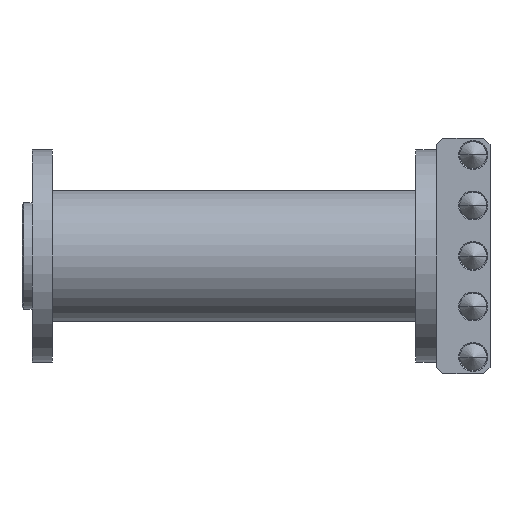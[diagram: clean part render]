
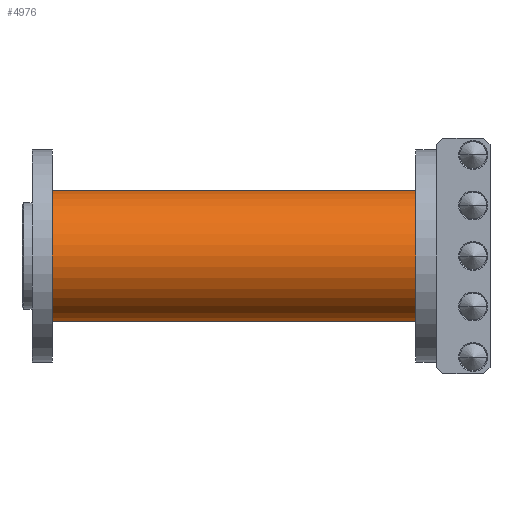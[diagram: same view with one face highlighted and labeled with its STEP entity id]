
A CAD part, front view. The second image highlights one B-rep face of the part: STEP entity #4976.
In plain terms, the highlighted cylindrical face has radius 19.5 mm (diameter 39 mm), a partial arc.
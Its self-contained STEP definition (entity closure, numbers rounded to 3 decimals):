
#256 = AXIS2_PLACEMENT_3D ( 'NONE', #2840, #9479, #2928 ) ;
#320 = VERTEX_POINT ( 'NONE', #9315 ) ;
#669 = LINE ( 'NONE', #9389, #4455 ) ;
#816 = ORIENTED_EDGE ( 'NONE', *, *, #7859, .F. ) ;
#1388 = EDGE_LOOP ( 'NONE', ( #3245, #7783, #4305, #816 ) ) ;
#1940 = DIRECTION ( 'NONE',  ( 0., 0., 1. ) ) ;
#2570 = VERTEX_POINT ( 'NONE', #8060 ) ;
#2793 = DIRECTION ( 'NONE',  ( -1., 0., 0. ) ) ;
#2829 = CIRCLE ( 'NONE', #5134, 19.5 ) ;
#2840 = CARTESIAN_POINT ( 'NONE',  ( -39.876, 0., 0. ) ) ;
#2928 = DIRECTION ( 'NONE',  ( 0., 0., 1. ) ) ;
#2974 = DIRECTION ( 'NONE',  ( -1., 0., 0. ) ) ;
#3066 = CARTESIAN_POINT ( 'NONE',  ( 114., 0., -19.5 ) ) ;
#3070 = DIRECTION ( 'NONE',  ( -1., 0., 0. ) ) ;
#3245 = ORIENTED_EDGE ( 'NONE', *, *, #9385, .F. ) ;
#4305 = ORIENTED_EDGE ( 'NONE', *, *, #6464, .T. ) ;
#4334 = EDGE_CURVE ( 'NONE', #6510, #4501, #7044, .T. ) ;
#4415 = CARTESIAN_POINT ( 'NONE',  ( 6., 0., 0. ) ) ;
#4455 = VECTOR ( 'NONE', #2793, 1000. ) ;
#4501 = VERTEX_POINT ( 'NONE', #8099 ) ;
#4884 = CARTESIAN_POINT ( 'NONE',  ( 114., 0., 0. ) ) ;
#4976 = ADVANCED_FACE ( 'NONE', ( #7945 ), #5725, .T. ) ;
#5060 = DIRECTION ( 'NONE',  ( 0., 0., 1. ) ) ;
#5134 = AXIS2_PLACEMENT_3D ( 'NONE', #4415, #2974, #5060 ) ;
#5317 = VECTOR ( 'NONE', #3070, 1000. ) ;
#5725 = CYLINDRICAL_SURFACE ( 'NONE', #256, 19.5 ) ;
#6464 = EDGE_CURVE ( 'NONE', #4501, #320, #669, .T. ) ;
#6510 = VERTEX_POINT ( 'NONE', #3066 ) ;
#6775 = CARTESIAN_POINT ( 'NONE',  ( -39.876, 0., -19.5 ) ) ;
#7044 = CIRCLE ( 'NONE', #8892, 19.5 ) ;
#7660 = LINE ( 'NONE', #6775, #5317 ) ;
#7783 = ORIENTED_EDGE ( 'NONE', *, *, #4334, .T. ) ;
#7859 = EDGE_CURVE ( 'NONE', #2570, #320, #2829, .T. ) ;
#7945 = FACE_OUTER_BOUND ( 'NONE', #1388, .T. ) ;
#8060 = CARTESIAN_POINT ( 'NONE',  ( 6., 0., -19.5 ) ) ;
#8099 = CARTESIAN_POINT ( 'NONE',  ( 114., 0., 19.5 ) ) ;
#8892 = AXIS2_PLACEMENT_3D ( 'NONE', #4884, #9260, #1940 ) ;
#9260 = DIRECTION ( 'NONE',  ( -1., 0., 0. ) ) ;
#9315 = CARTESIAN_POINT ( 'NONE',  ( 6., 0., 19.5 ) ) ;
#9385 = EDGE_CURVE ( 'NONE', #6510, #2570, #7660, .T. ) ;
#9389 = CARTESIAN_POINT ( 'NONE',  ( -39.876, 0., 19.5 ) ) ;
#9479 = DIRECTION ( 'NONE',  ( -1., 0., 0. ) ) ;
